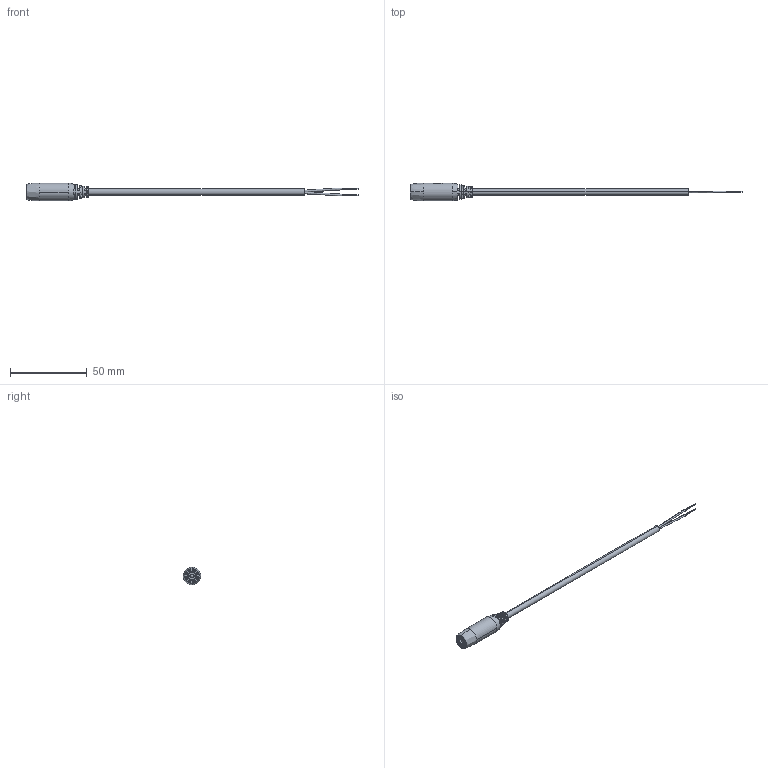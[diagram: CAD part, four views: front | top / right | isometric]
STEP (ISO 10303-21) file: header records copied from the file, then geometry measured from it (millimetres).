
FILE_DESCRIPTION (( 'STEP AP203' ), '1' );
FILE_NAME ('10-02246_revA.STEP', '2016-10-27T22:12:37', ( '' ), ( '' ), 'SwSTEP 2.0', 'SolidWorks 2015', '' );
FILE_SCHEMA (( 'CONFIG_CONTROL_DESIGN' ));
Length unit declared in the file: millimetre
Products named in the file (8): 24-00183; 50-00027 shell; 50-00027 insulator; 50-00027 contact; 50-00027; 30-00692_s+t 10 mm; 10-02246_revA; 50-00027 pin
Assembly tree (7 placements, depth 3):
  10-02246_revA
    30-00692_s+t 10 mm
    24-00183
    50-00027
      50-00027 shell
      50-00027 insulator
      50-00027 pin
      50-00027 contact
Bounding box: 216.06 x 11.4 x 11.4 mm (x, y, z)
Volume: 5276.9 mm3; surface area: 11171.7 mm2
Topology: 33 solids, 33 shells, 535 faces, 1248 edges, 801 vertices
Faces by surface type: cylinder 223, plane 148, bspline 110, torus 37, cone 17
Entity records: 19927 total; most frequent: CARTESIAN_POINT 7353, ORIENTED_EDGE 2492, DIRECTION 2308, EDGE_CURVE 1246, AXIS2_PLACEMENT_3D 1007, VERTEX_POINT 801, EDGE_LOOP 633, CIRCLE 571
